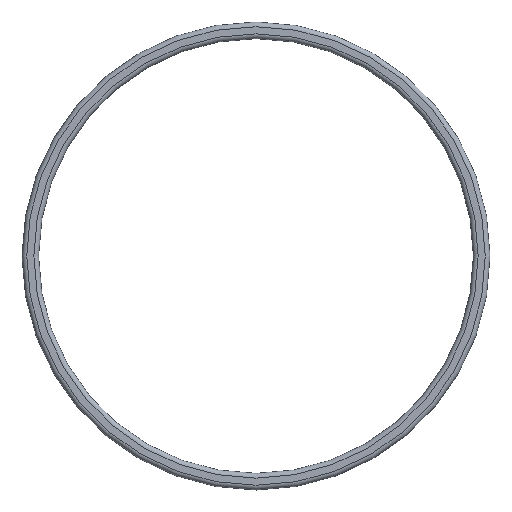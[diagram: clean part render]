
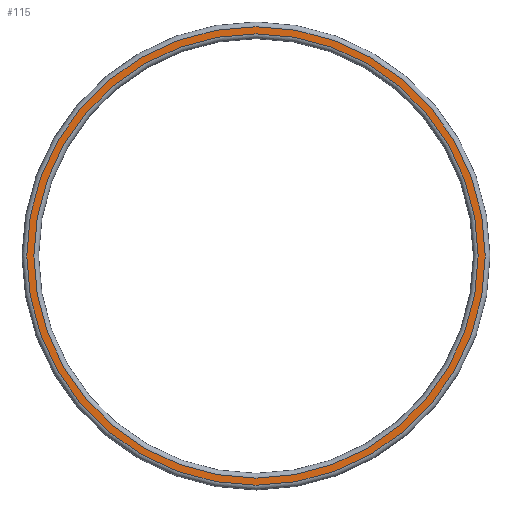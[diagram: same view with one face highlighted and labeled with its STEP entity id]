
A CAD part, top view. The second image highlights one B-rep face of the part: STEP entity #115.
In plain terms, the highlighted planar face has unit normal (0, 0, 1).
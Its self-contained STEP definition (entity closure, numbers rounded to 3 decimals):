
#22=FACE_BOUND('',#41,.T.);
#24=PLANE('',#147);
#31=FACE_OUTER_BOUND('',#40,.T.);
#40=EDGE_LOOP('',(#99));
#41=EDGE_LOOP('',(#100));
#51=CIRCLE('',#145,19.3);
#53=CIRCLE('',#148,18.7);
#61=VERTEX_POINT('',#218);
#62=VERTEX_POINT('',#222);
#73=EDGE_CURVE('',#61,#61,#51,.T.);
#75=EDGE_CURVE('',#62,#62,#53,.T.);
#99=ORIENTED_EDGE('',*,*,#73,.F.);
#100=ORIENTED_EDGE('',*,*,#75,.F.);
#115=ADVANCED_FACE('',(#31,#22),#24,.T.);
#145=AXIS2_PLACEMENT_3D('',#219,#183,#184);
#147=AXIS2_PLACEMENT_3D('',#221,#187,#188);
#148=AXIS2_PLACEMENT_3D('',#223,#189,#190);
#183=DIRECTION('center_axis',(0.,0.,-1.));
#184=DIRECTION('ref_axis',(-1.,0.,0.));
#187=DIRECTION('center_axis',(0.,0.,1.));
#188=DIRECTION('ref_axis',(1.,0.,0.));
#189=DIRECTION('center_axis',(0.,0.,1.));
#190=DIRECTION('ref_axis',(-1.,0.,0.));
#218=CARTESIAN_POINT('',(-19.3,0.,1.7));
#219=CARTESIAN_POINT('Origin',(0.,0.,1.7));
#221=CARTESIAN_POINT('Origin',(18.3,0.,1.7));
#222=CARTESIAN_POINT('',(-18.7,0.,1.7));
#223=CARTESIAN_POINT('Origin',(0.,0.,1.7));
